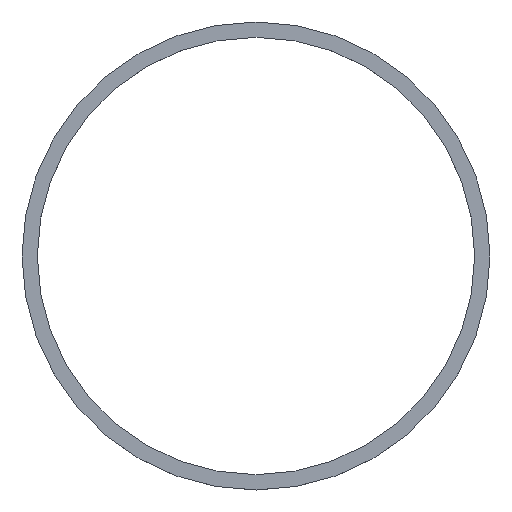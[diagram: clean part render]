
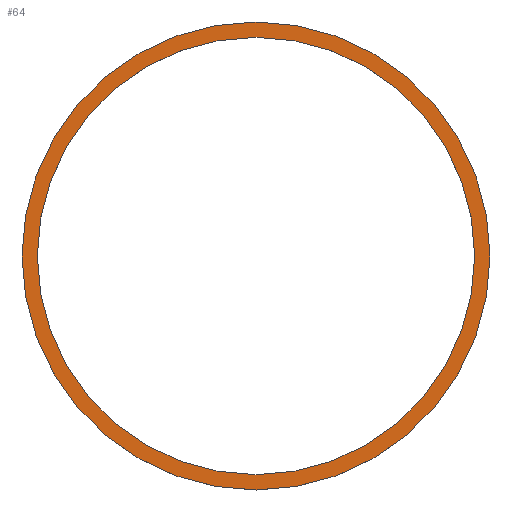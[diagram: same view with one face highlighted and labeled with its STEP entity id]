
A CAD part, top view. The second image highlights one B-rep face of the part: STEP entity #64.
In plain terms, the highlighted planar face has unit normal (0, 0, 1).
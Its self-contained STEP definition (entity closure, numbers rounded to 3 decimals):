
#22=FACE_BOUND('',#32,.T.);
#26=FACE_OUTER_BOUND('',#31,.T.);
#31=EDGE_LOOP('',(#57));
#32=EDGE_LOOP('',(#58));
#35=CIRCLE('',#83,27.1);
#36=CIRCLE('',#85,29.);
#39=VERTEX_POINT('',#114);
#40=VERTEX_POINT('',#118);
#43=EDGE_CURVE('',#39,#39,#35,.T.);
#45=EDGE_CURVE('',#40,#40,#36,.T.);
#57=ORIENTED_EDGE('',*,*,#45,.T.);
#58=ORIENTED_EDGE('',*,*,#43,.T.);
#60=PLANE('',#86);
#64=ADVANCED_FACE('',(#26,#22),#60,.T.);
#83=AXIS2_PLACEMENT_3D('',#115,#97,#98);
#85=AXIS2_PLACEMENT_3D('',#119,#102,#103);
#86=AXIS2_PLACEMENT_3D('',#121,#105,#106);
#97=DIRECTION('center_axis',(0.,0.,-1.));
#98=DIRECTION('ref_axis',(1.,0.,0.));
#102=DIRECTION('center_axis',(0.,0.,1.));
#103=DIRECTION('ref_axis',(1.,0.,0.));
#105=DIRECTION('center_axis',(0.,0.,1.));
#106=DIRECTION('ref_axis',(1.,0.,0.));
#114=CARTESIAN_POINT('',(-27.1,0.,10.6));
#115=CARTESIAN_POINT('Origin',(0.,0.,10.6));
#118=CARTESIAN_POINT('',(-29.,0.,10.6));
#119=CARTESIAN_POINT('Origin',(0.,0.,10.6));
#121=CARTESIAN_POINT('Origin',(0.,0.,10.6));
